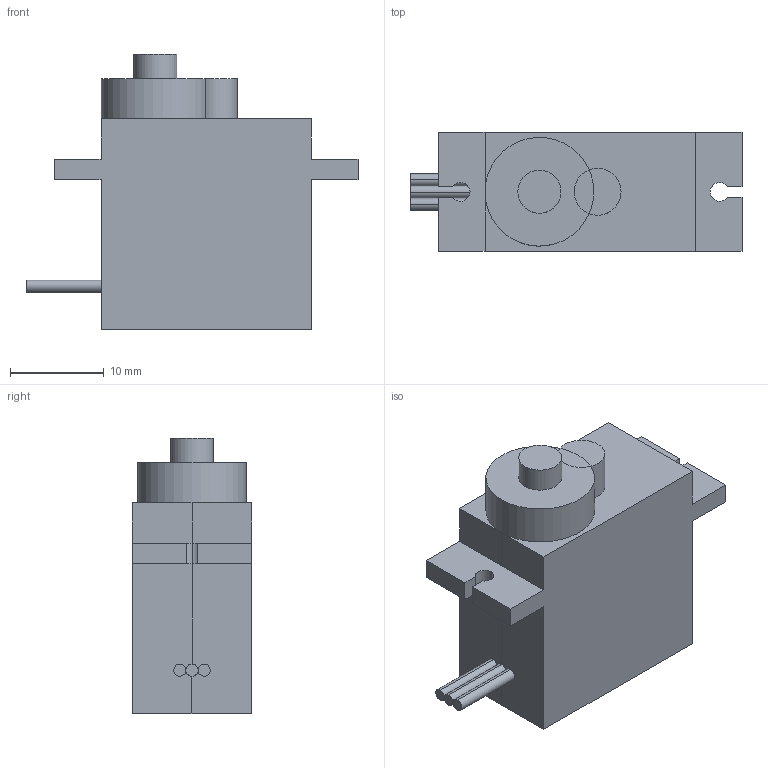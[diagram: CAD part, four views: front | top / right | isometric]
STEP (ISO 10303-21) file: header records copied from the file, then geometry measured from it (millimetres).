
FILE_DESCRIPTION(('FreeCAD Model'),'2;1');
FILE_NAME('SG92R.step', '2018-03-08T22:27:51',('Author'),(''), 'Open CASCADE STEP processor 7.1','FreeCAD','Unknown');
FILE_SCHEMA(('AUTOMOTIVE_DESIGN { 1 0 10303 214 1 1 1 1 }'));
Length unit declared in the file: millimetre
Products named in the file (1): SG92R
Bounding box: 35.4 x 12.7 x 29.4 mm (x, y, z)
Volume: 7243.2 mm3; surface area: 2772.2 mm2
Topology: 1 solids, 1 shells, 48 faces, 117 edges, 73 vertices
Faces by surface type: plane 33, cylinder 15
Full cylindrical faces by diameter (mm): 4.6 x1
Entity records: 3267 total; most frequent: CARTESIAN_POINT 567, DIRECTION 438, ORIENTED_EDGE 238, PCURVE 234, DEFINITIONAL_REPRESENTATION 234, LINE 208, VECTOR 208, EDGE_CURVE 117
